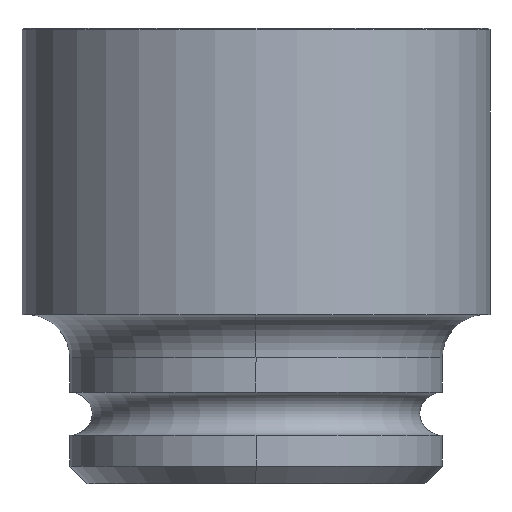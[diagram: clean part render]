
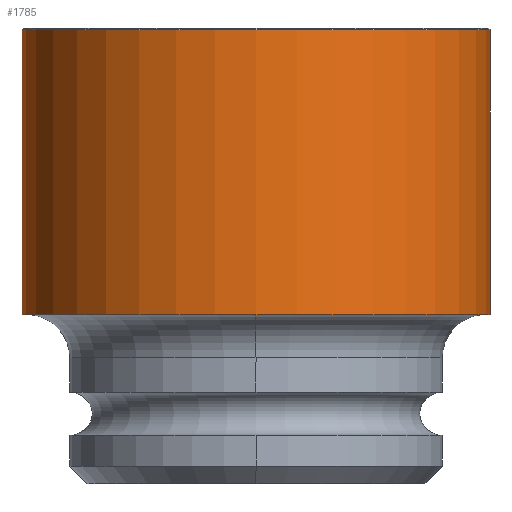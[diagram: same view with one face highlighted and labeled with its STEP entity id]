
A CAD part, left-side view. The second image highlights one B-rep face of the part: STEP entity #1785.
In plain terms, the highlighted cylindrical face has radius 54 mm (diameter 108 mm), a partial arc.
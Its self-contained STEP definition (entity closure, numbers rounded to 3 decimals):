
#352=DIRECTION('',(0.,0.,1.));
#353=VECTOR('',#352,65.7);
#354=CARTESIAN_POINT('',(0.,54.,39.));
#355=LINE('',#354,#353);
#361=DIRECTION('',(0.,0.,1.));
#362=VECTOR('',#361,65.7);
#363=CARTESIAN_POINT('',(0.,-54.,39.));
#364=LINE('',#363,#362);
#765=CARTESIAN_POINT('',(0.,0.,104.7));
#766=DIRECTION('',(0.,0.,1.));
#767=DIRECTION('',(0.,1.,0.));
#768=AXIS2_PLACEMENT_3D('',#765,#766,#767);
#770=CARTESIAN_POINT('',(0.,0.,39.));
#771=DIRECTION('',(0.,0.,1.));
#772=DIRECTION('',(0.,1.,0.));
#773=AXIS2_PLACEMENT_3D('',#770,#771,#772);
#875=CARTESIAN_POINT('',(0.,54.,39.));
#876=CARTESIAN_POINT('',(0.,-54.,39.));
#877=VERTEX_POINT('',#875);
#878=VERTEX_POINT('',#876);
#916=CARTESIAN_POINT('',(0.,-54.,104.7));
#917=CARTESIAN_POINT('',(0.,54.,104.7));
#918=VERTEX_POINT('',#916);
#919=VERTEX_POINT('',#917);
#1774=CARTESIAN_POINT('',(0.,0.,35.7));
#1775=DIRECTION('',(0.,0.,1.));
#1776=DIRECTION('',(0.,1.,0.));
#1777=AXIS2_PLACEMENT_3D('',#1774,#1775,#1776);
#1778=CYLINDRICAL_SURFACE('',#1777,54.);
#1779=ORIENTED_EDGE('',*,*,#1768,.T.);
#1780=ORIENTED_EDGE('',*,*,#1250,.F.);
#1781=ORIENTED_EDGE('',*,*,#1231,.F.);
#1782=ORIENTED_EDGE('',*,*,#1247,.T.);
#1783=EDGE_LOOP('',(#1779,#1780,#1781,#1782));
#1784=FACE_OUTER_BOUND('',#1783,.F.);
#1785=ADVANCED_FACE('',(#1784),#1778,.T.);
#769=CIRCLE('',#768,54.);
#774=CIRCLE('',#773,54.);
#1231=EDGE_CURVE('',#877,#878,#774,.T.);
#1247=EDGE_CURVE('',#877,#919,#355,.T.);
#1250=EDGE_CURVE('',#878,#918,#364,.T.);
#1768=EDGE_CURVE('',#919,#918,#769,.T.);
